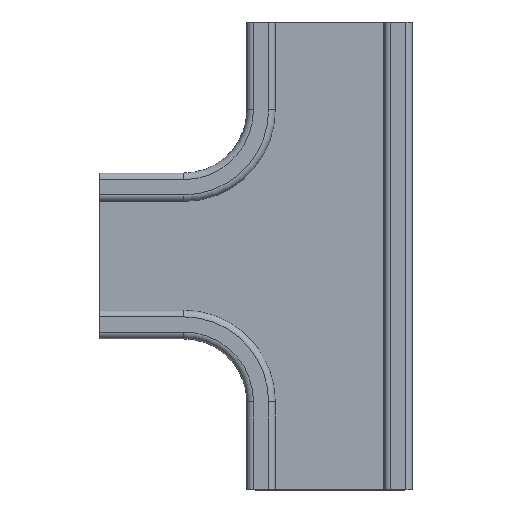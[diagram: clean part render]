
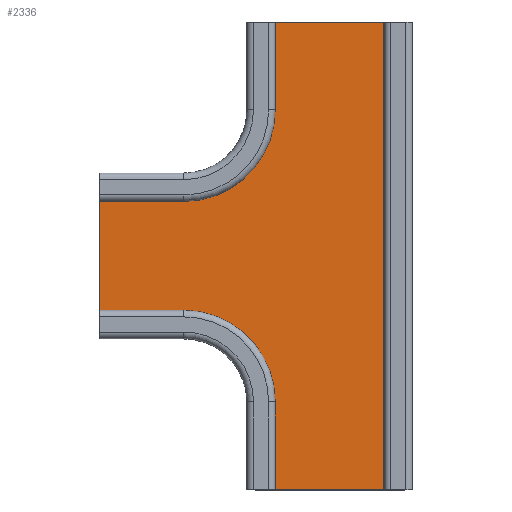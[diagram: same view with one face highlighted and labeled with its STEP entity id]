
A CAD part, top view. The second image highlights one B-rep face of the part: STEP entity #2336.
In plain terms, the highlighted planar face has unit normal (0, 0, 1).
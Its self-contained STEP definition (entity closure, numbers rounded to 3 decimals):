
#136=FACE_OUTER_BOUND('',#280,.T.);
#280=EDGE_LOOP('',(#1672,#1673,#1674,#1675,#1676,#1677,#1678,#1679,#1680,
#1681));
#438=CIRCLE('',#2519,22.6);
#439=CIRCLE('',#2520,22.6);
#566=LINE('',#3588,#764);
#616=LINE('',#3758,#814);
#617=LINE('',#3762,#815);
#618=LINE('',#3766,#816);
#619=LINE('',#3768,#817);
#620=LINE('',#3770,#818);
#621=LINE('',#3774,#819);
#622=LINE('',#3775,#820);
#764=VECTOR('',#2772,1.);
#814=VECTOR('',#2934,1.);
#815=VECTOR('',#2939,1.);
#816=VECTOR('',#2942,1.);
#817=VECTOR('',#2943,1.);
#818=VECTOR('',#2944,1.);
#819=VECTOR('',#2947,1.);
#820=VECTOR('',#2948,1.);
#962=VERTEX_POINT('',#3586);
#963=VERTEX_POINT('',#3587);
#1027=VERTEX_POINT('',#3757);
#1028=VERTEX_POINT('',#3761);
#1029=VERTEX_POINT('',#3763);
#1030=VERTEX_POINT('',#3765);
#1031=VERTEX_POINT('',#3767);
#1032=VERTEX_POINT('',#3769);
#1033=VERTEX_POINT('',#3771);
#1034=VERTEX_POINT('',#3773);
#1182=EDGE_CURVE('',#962,#963,#566,.T.);
#1267=EDGE_CURVE('',#962,#1027,#616,.T.);
#1269=EDGE_CURVE('',#963,#1028,#617,.T.);
#1270=EDGE_CURVE('',#1029,#1028,#438,.T.);
#1271=EDGE_CURVE('',#1029,#1030,#618,.T.);
#1272=EDGE_CURVE('',#1030,#1031,#619,.T.);
#1273=EDGE_CURVE('',#1032,#1031,#620,.T.);
#1274=EDGE_CURVE('',#1032,#1033,#439,.T.);
#1275=EDGE_CURVE('',#1034,#1033,#621,.T.);
#1276=EDGE_CURVE('',#1034,#1027,#622,.T.);
#1672=ORIENTED_EDGE('',*,*,#1182,.T.);
#1673=ORIENTED_EDGE('',*,*,#1269,.T.);
#1674=ORIENTED_EDGE('',*,*,#1270,.F.);
#1675=ORIENTED_EDGE('',*,*,#1271,.T.);
#1676=ORIENTED_EDGE('',*,*,#1272,.T.);
#1677=ORIENTED_EDGE('',*,*,#1273,.F.);
#1678=ORIENTED_EDGE('',*,*,#1274,.T.);
#1679=ORIENTED_EDGE('',*,*,#1275,.F.);
#1680=ORIENTED_EDGE('',*,*,#1276,.T.);
#1681=ORIENTED_EDGE('',*,*,#1267,.F.);
#2278=PLANE('',#2518);
#2336=ADVANCED_FACE('',(#136),#2278,.T.);
#2518=AXIS2_PLACEMENT_3D('',#3760,#2937,#2938);
#2519=AXIS2_PLACEMENT_3D('',#3764,#2940,#2941);
#2520=AXIS2_PLACEMENT_3D('',#3772,#2945,#2946);
#2772=DIRECTION('',(-1.,0.,0.));
#2934=DIRECTION('',(0.,-1.,0.));
#2937=DIRECTION('center_axis',(0.,0.,1.));
#2938=DIRECTION('ref_axis',(-1.,0.,0.));
#2939=DIRECTION('',(0.,-1.,0.));
#2940=DIRECTION('center_axis',(0.,0.,1.));
#2941=DIRECTION('ref_axis',(0.,-1.,0.));
#2942=DIRECTION('',(-1.,0.,0.));
#2943=DIRECTION('',(0.,-1.,0.));
#2944=DIRECTION('',(-1.,0.,0.));
#2945=DIRECTION('center_axis',(0.,0.,-1.));
#2946=DIRECTION('ref_axis',(0.,1.,0.));
#2947=DIRECTION('',(0.,1.,0.));
#2948=DIRECTION('',(1.,0.,0.));
#3586=CARTESIAN_POINT('',(108.454,107.634,1.1));
#3587=CARTESIAN_POINT('',(61.254,107.634,1.1));
#3588=CARTESIAN_POINT('',(96.654,107.634,1.1));
#3757=CARTESIAN_POINT('',(108.454,-40.366,1.1));
#3758=CARTESIAN_POINT('',(108.454,109.834,1.1));
#3760=CARTESIAN_POINT('Origin',(108.454,109.834,1.1));
#3761=CARTESIAN_POINT('',(61.254,79.834,1.1));
#3762=CARTESIAN_POINT('',(61.254,109.834,1.1));
#3763=CARTESIAN_POINT('',(38.654,57.234,1.1));
#3764=CARTESIAN_POINT('Origin',(38.654,79.834,1.1));
#3765=CARTESIAN_POINT('',(12.054,57.234,1.1));
#3766=CARTESIAN_POINT('',(38.654,57.234,1.1));
#3767=CARTESIAN_POINT('',(12.054,10.034,1.1));
#3768=CARTESIAN_POINT('',(12.054,71.734,1.1));
#3769=CARTESIAN_POINT('',(38.654,10.034,1.1));
#3770=CARTESIAN_POINT('',(38.654,10.034,1.1));
#3771=CARTESIAN_POINT('',(61.254,-12.566,1.1));
#3772=CARTESIAN_POINT('Origin',(38.654,-12.566,1.1));
#3773=CARTESIAN_POINT('',(61.254,-40.366,1.1));
#3774=CARTESIAN_POINT('',(61.254,-42.566,1.1));
#3775=CARTESIAN_POINT('',(96.654,-40.366,1.1));
